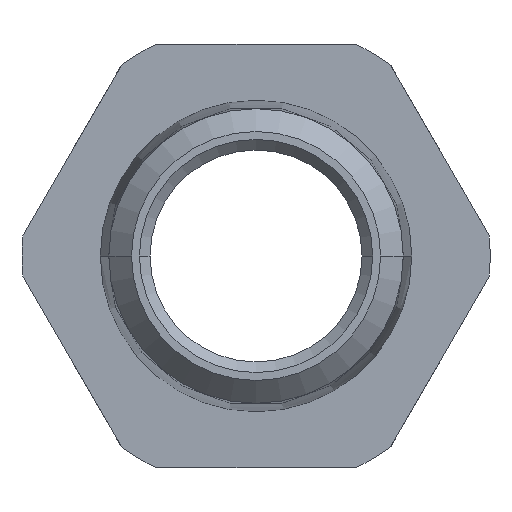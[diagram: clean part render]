
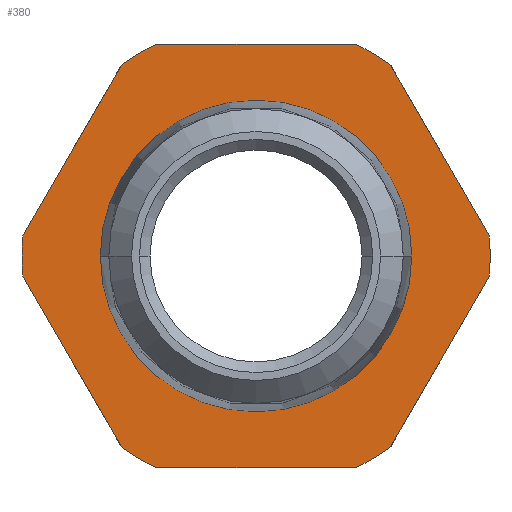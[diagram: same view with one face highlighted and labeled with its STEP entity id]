
A CAD part, left-side view. The second image highlights one B-rep face of the part: STEP entity #380.
In plain terms, the highlighted planar face has unit normal (-1, 0, 0).
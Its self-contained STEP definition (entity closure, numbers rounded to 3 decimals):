
#13 = VECTOR ( 'NONE', #3107, 1000. ) ;
#83 = CIRCLE ( 'NONE', #1740, 13.25 ) ;
#84 = VECTOR ( 'NONE', #1990, 1000. ) ;
#126 = CARTESIAN_POINT ( 'NONE',  ( 16.6, 0., 0. ) ) ;
#220 = DIRECTION ( 'NONE',  ( 1., 0., 0. ) ) ;
#231 = DIRECTION ( 'NONE',  ( 0., -0.5, -0.866 ) ) ;
#232 = DIRECTION ( 'NONE',  ( -1., 0., 0. ) ) ;
#241 = LINE ( 'NONE', #3481, #13 ) ;
#265 = CARTESIAN_POINT ( 'NONE',  ( 16.6, -8.188, -9.818 ) ) ;
#270 = CIRCLE ( 'NONE', #1413, 13.25 ) ;
#345 = CARTESIAN_POINT ( 'NONE',  ( 16.6, 0., 0. ) ) ;
#378 = VECTOR ( 'NONE', #3507, 1000. ) ;
#380 = ADVANCED_FACE ( 'NONE', ( #3175, #3544 ), #979, .T. ) ;
#412 = ORIENTED_EDGE ( 'NONE', *, *, #2559, .T. ) ;
#431 = AXIS2_PLACEMENT_3D ( 'NONE', #345, #3582, #3219 ) ;
#478 = EDGE_LOOP ( 'NONE', ( #1013, #3287, #2929, #2187, #790, #802, #3082, #412, #2694, #3263, #3316, #2437, #2936 ) ) ;
#555 = AXIS2_PLACEMENT_3D ( 'NONE', #1605, #2275, #1900 ) ;
#574 = CARTESIAN_POINT ( 'NONE',  ( 16.6, 7.583, -10.865 ) ) ;
#582 = CARTESIAN_POINT ( 'NONE',  ( 16.6, -5.618, 12. ) ) ;
#596 = CARTESIAN_POINT ( 'NONE',  ( 16.6, 12.596, -2.182 ) ) ;
#597 = CARTESIAN_POINT ( 'NONE',  ( 16.6, 8.816, 0. ) ) ;
#633 = LINE ( 'NONE', #265, #378 ) ;
#790 = ORIENTED_EDGE ( 'NONE', *, *, #3201, .F. ) ;
#802 = ORIENTED_EDGE ( 'NONE', *, *, #2294, .T. ) ;
#886 = EDGE_CURVE ( 'NONE', #1904, #3385, #2960, .T. ) ;
#970 = EDGE_CURVE ( 'NONE', #1904, #3363, #978, .T. ) ;
#976 = EDGE_CURVE ( 'NONE', #2285, #1380, #2851, .T. ) ;
#978 = LINE ( 'NONE', #596, #1109 ) ;
#979 = PLANE ( 'NONE',  #2327 ) ;
#1013 = ORIENTED_EDGE ( 'NONE', *, *, #886, .F. ) ;
#1092 = VERTEX_POINT ( 'NONE', #2110 ) ;
#1109 = VECTOR ( 'NONE', #231, 1000. ) ;
#1292 = ORIENTED_EDGE ( 'NONE', *, *, #3406, .T. ) ;
#1352 = CIRCLE ( 'NONE', #1749, 8.816 ) ;
#1360 = CIRCLE ( 'NONE', #431, 13.25 ) ;
#1366 = DIRECTION ( 'NONE',  ( 0., 1., 0. ) ) ;
#1380 = VERTEX_POINT ( 'NONE', #2281 ) ;
#1403 = VERTEX_POINT ( 'NONE', #1905 ) ;
#1413 = AXIS2_PLACEMENT_3D ( 'NONE', #2515, #2153, #1776 ) ;
#1418 = VERTEX_POINT ( 'NONE', #2554 ) ;
#1459 = AXIS2_PLACEMENT_3D ( 'NONE', #2087, #3474, #3100 ) ;
#1560 = DIRECTION ( 'NONE',  ( 0., -1., 0. ) ) ;
#1605 = CARTESIAN_POINT ( 'NONE',  ( 16.6, 0., 0. ) ) ;
#1618 = VERTEX_POINT ( 'NONE', #2659 ) ;
#1665 = AXIS2_PLACEMENT_3D ( 'NONE', #126, #2261, #1886 ) ;
#1682 = EDGE_CURVE ( 'NONE', #1418, #3244, #1352, .T. ) ;
#1725 = DIRECTION ( 'NONE',  ( 1., 0., 0. ) ) ;
#1740 = AXIS2_PLACEMENT_3D ( 'NONE', #3314, #2955, #2581 ) ;
#1749 = AXIS2_PLACEMENT_3D ( 'NONE', #2113, #1725, #1366 ) ;
#1776 = DIRECTION ( 'NONE',  ( 0., 1., 0. ) ) ;
#1831 = ORIENTED_EDGE ( 'NONE', *, *, #1682, .T. ) ;
#1836 = EDGE_LOOP ( 'NONE', ( #1292, #1831 ) ) ;
#1886 = DIRECTION ( 'NONE',  ( 0., 1., 0. ) ) ;
#1900 = DIRECTION ( 'NONE',  ( 0., 1., 0. ) ) ;
#1904 = VERTEX_POINT ( 'NONE', #3039 ) ;
#1905 = CARTESIAN_POINT ( 'NONE',  ( 16.6, -13.201, -1.135 ) ) ;
#1935 = CARTESIAN_POINT ( 'NONE',  ( 16.6, 8.816, -12. ) ) ;
#1980 = CARTESIAN_POINT ( 'NONE',  ( 16.6, 5.618, -12. ) ) ;
#1990 = DIRECTION ( 'NONE',  ( 0., 0.5, 0.866 ) ) ;
#1991 = VERTEX_POINT ( 'NONE', #2704 ) ;
#2058 = VERTEX_POINT ( 'NONE', #582 ) ;
#2062 = EDGE_CURVE ( 'NONE', #3271, #1403, #3464, .T. ) ;
#2065 = DIRECTION ( 'NONE',  ( 0., 1., 0. ) ) ;
#2087 = CARTESIAN_POINT ( 'NONE',  ( 16.6, 0., 0. ) ) ;
#2110 = CARTESIAN_POINT ( 'NONE',  ( 16.6, -7.583, 10.865 ) ) ;
#2113 = CARTESIAN_POINT ( 'NONE',  ( 16.6, 0., 0. ) ) ;
#2153 = DIRECTION ( 'NONE',  ( 1., 0., 0. ) ) ;
#2182 = CIRCLE ( 'NONE', #1665, 8.816 ) ;
#2187 = ORIENTED_EDGE ( 'NONE', *, *, #2809, .T. ) ;
#2220 = CIRCLE ( 'NONE', #555, 13.25 ) ;
#2261 = DIRECTION ( 'NONE',  ( 1., 0., 0. ) ) ;
#2272 = AXIS2_PLACEMENT_3D ( 'NONE', #2795, #2429, #2065 ) ;
#2275 = DIRECTION ( 'NONE',  ( 1., 0., 0. ) ) ;
#2281 = CARTESIAN_POINT ( 'NONE',  ( 16.6, 5.618, 12. ) ) ;
#2285 = VERTEX_POINT ( 'NONE', #2483 ) ;
#2294 = EDGE_CURVE ( 'NONE', #1618, #1403, #633, .T. ) ;
#2311 = LINE ( 'NONE', #1935, #2754 ) ;
#2327 = AXIS2_PLACEMENT_3D ( 'NONE', #597, #232, #3475 ) ;
#2342 = AXIS2_PLACEMENT_3D ( 'NONE', #3170, #220, #3459 ) ;
#2351 = CARTESIAN_POINT ( 'NONE',  ( 16.6, 13.25, 0. ) ) ;
#2363 = CARTESIAN_POINT ( 'NONE',  ( 16.6, -8.188, 9.818 ) ) ;
#2429 = DIRECTION ( 'NONE',  ( 1., 0., 0. ) ) ;
#2437 = ORIENTED_EDGE ( 'NONE', *, *, #3420, .T. ) ;
#2483 = CARTESIAN_POINT ( 'NONE',  ( 16.6, 7.583, 10.865 ) ) ;
#2515 = CARTESIAN_POINT ( 'NONE',  ( 16.6, 0., 0. ) ) ;
#2516 = VECTOR ( 'NONE', #2537, 1000. ) ;
#2537 = DIRECTION ( 'NONE',  ( 0., 0.5, -0.866 ) ) ;
#2554 = CARTESIAN_POINT ( 'NONE',  ( 16.6, -8.816, 0. ) ) ;
#2559 = EDGE_CURVE ( 'NONE', #3271, #1092, #3089, .T. ) ;
#2573 = VERTEX_POINT ( 'NONE', #2642 ) ;
#2574 = EDGE_CURVE ( 'NONE', #3385, #1991, #2220, .T. ) ;
#2581 = DIRECTION ( 'NONE',  ( 0., 1., 0. ) ) ;
#2604 = CARTESIAN_POINT ( 'NONE',  ( 16.6, -13.201, 1.135 ) ) ;
#2642 = CARTESIAN_POINT ( 'NONE',  ( 16.6, -5.618, -12. ) ) ;
#2659 = CARTESIAN_POINT ( 'NONE',  ( 16.6, -7.583, -10.865 ) ) ;
#2694 = ORIENTED_EDGE ( 'NONE', *, *, #2926, .F. ) ;
#2704 = CARTESIAN_POINT ( 'NONE',  ( 16.6, 13.201, 1.135 ) ) ;
#2748 = EDGE_CURVE ( 'NONE', #2986, #3363, #1360, .T. ) ;
#2754 = VECTOR ( 'NONE', #1560, 1000. ) ;
#2795 = CARTESIAN_POINT ( 'NONE',  ( 16.6, 0., 0. ) ) ;
#2809 = EDGE_CURVE ( 'NONE', #2986, #2573, #2311, .T. ) ;
#2851 = CIRCLE ( 'NONE', #1459, 13.25 ) ;
#2914 = CARTESIAN_POINT ( 'NONE',  ( 16.6, 12.596, 2.182 ) ) ;
#2926 = EDGE_CURVE ( 'NONE', #2058, #1092, #270, .T. ) ;
#2929 = ORIENTED_EDGE ( 'NONE', *, *, #2748, .F. ) ;
#2936 = ORIENTED_EDGE ( 'NONE', *, *, #2574, .F. ) ;
#2955 = DIRECTION ( 'NONE',  ( 1., 0., 0. ) ) ;
#2960 = CIRCLE ( 'NONE', #2272, 13.25 ) ;
#2986 = VERTEX_POINT ( 'NONE', #1980 ) ;
#3039 = CARTESIAN_POINT ( 'NONE',  ( 16.6, 13.201, -1.135 ) ) ;
#3054 = CARTESIAN_POINT ( 'NONE',  ( 16.6, 8.816, 0. ) ) ;
#3082 = ORIENTED_EDGE ( 'NONE', *, *, #2062, .F. ) ;
#3089 = LINE ( 'NONE', #2363, #84 ) ;
#3100 = DIRECTION ( 'NONE',  ( 0., 1., 0. ) ) ;
#3107 = DIRECTION ( 'NONE',  ( 0., 1., 0. ) ) ;
#3170 = CARTESIAN_POINT ( 'NONE',  ( 16.6, 0., 0. ) ) ;
#3175 = FACE_BOUND ( 'NONE', #1836, .T. ) ;
#3201 = EDGE_CURVE ( 'NONE', #1618, #2573, #83, .T. ) ;
#3219 = DIRECTION ( 'NONE',  ( 0., 1., 0. ) ) ;
#3244 = VERTEX_POINT ( 'NONE', #3054 ) ;
#3263 = ORIENTED_EDGE ( 'NONE', *, *, #3461, .T. ) ;
#3271 = VERTEX_POINT ( 'NONE', #2604 ) ;
#3273 = LINE ( 'NONE', #2914, #2516 ) ;
#3287 = ORIENTED_EDGE ( 'NONE', *, *, #970, .T. ) ;
#3314 = CARTESIAN_POINT ( 'NONE',  ( 16.6, 0., 0. ) ) ;
#3316 = ORIENTED_EDGE ( 'NONE', *, *, #976, .F. ) ;
#3363 = VERTEX_POINT ( 'NONE', #574 ) ;
#3385 = VERTEX_POINT ( 'NONE', #2351 ) ;
#3406 = EDGE_CURVE ( 'NONE', #3244, #1418, #2182, .T. ) ;
#3420 = EDGE_CURVE ( 'NONE', #2285, #1991, #3273, .T. ) ;
#3459 = DIRECTION ( 'NONE',  ( 0., 1., 0. ) ) ;
#3461 = EDGE_CURVE ( 'NONE', #2058, #1380, #241, .T. ) ;
#3464 = CIRCLE ( 'NONE', #2342, 13.25 ) ;
#3474 = DIRECTION ( 'NONE',  ( 1., 0., 0. ) ) ;
#3475 = DIRECTION ( 'NONE',  ( 0., -1., 0. ) ) ;
#3481 = CARTESIAN_POINT ( 'NONE',  ( 16.6, 8.816, 12. ) ) ;
#3507 = DIRECTION ( 'NONE',  ( 0., -0.5, 0.866 ) ) ;
#3544 = FACE_OUTER_BOUND ( 'NONE', #478, .T. ) ;
#3582 = DIRECTION ( 'NONE',  ( 1., 0., 0. ) ) ;
